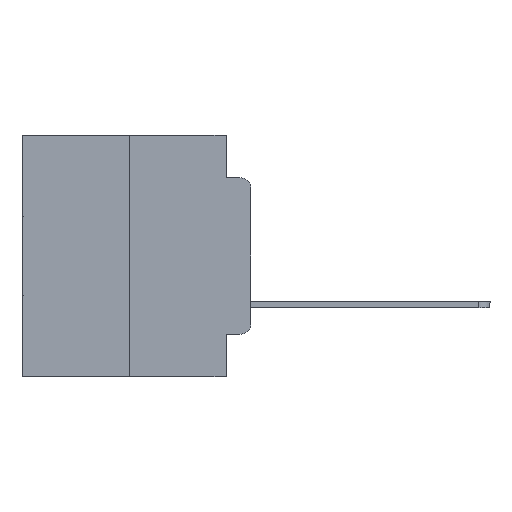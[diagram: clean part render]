
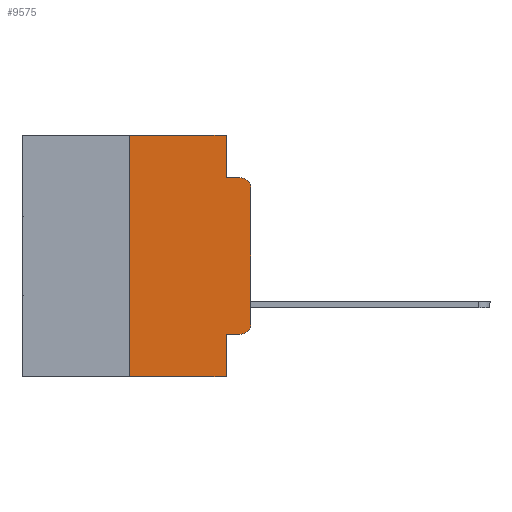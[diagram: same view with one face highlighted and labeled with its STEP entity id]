
A CAD part, left-side view. The second image highlights one B-rep face of the part: STEP entity #9575.
In plain terms, the highlighted planar face has unit normal (-1, 0, 0).
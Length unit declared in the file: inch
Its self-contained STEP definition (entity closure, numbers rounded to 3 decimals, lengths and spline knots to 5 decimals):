
#391 = VERTEX_POINT ( 'NONE', #21320 ) ;
#919 = EDGE_CURVE ( 'NONE', #391, #19418, #23703, .T. ) ;
#1165 = CARTESIAN_POINT ( 'NONE',  ( 0., 0.02, -0.4115 ) ) ;
#1306 = ORIENTED_EDGE ( 'NONE', *, *, #919, .F. ) ;
#1319 = CARTESIAN_POINT ( 'NONE',  ( 0., 0.02, -0.3915 ) ) ;
#2123 = DIRECTION ( 'NONE',  ( 0., 0., 1. ) ) ;
#2590 = CARTESIAN_POINT ( 'NONE',  ( 0., 0., -0.1085 ) ) ;
#2849 = DIRECTION ( 'NONE',  ( 0., 0., 1. ) ) ;
#2871 = EDGE_LOOP ( 'NONE', ( #24609, #16428, #25631, #10551, #20795, #1306, #17039, #22915, #19798, #26360 ) ) ;
#3199 = AXIS2_PLACEMENT_3D ( 'NONE', #23451, #29864, #25900 ) ;
#3899 = VERTEX_POINT ( 'NONE', #13322 ) ;
#4137 = CIRCLE ( 'NONE', #21180, 0.02 ) ;
#4339 = VERTEX_POINT ( 'NONE', #24556 ) ;
#4841 = CARTESIAN_POINT ( 'NONE',  ( 0., 0.473, -0.5 ) ) ;
#6177 = DIRECTION ( 'NONE',  ( 0., -1., 0. ) ) ;
#6475 = VERTEX_POINT ( 'NONE', #13297 ) ;
#7095 = VECTOR ( 'NONE', #2123, 39.37008 ) ;
#7102 = DIRECTION ( 'NONE',  ( 0., 0., -1. ) ) ;
#7697 = CIRCLE ( 'NONE', #16951, 0.02 ) ;
#8314 = DIRECTION ( 'NONE',  ( 0., 0., -1. ) ) ;
#8749 = CARTESIAN_POINT ( 'NONE',  ( 0., 0.473, 0. ) ) ;
#9169 = VECTOR ( 'NONE', #2849, 39.37008 ) ;
#9575 = ADVANCED_FACE ( 'NONE', ( #14169 ), #25448, .F. ) ;
#10140 = DIRECTION ( 'NONE',  ( 0., 0., -1. ) ) ;
#10152 = VECTOR ( 'NONE', #6177, 39.37008 ) ;
#10551 = ORIENTED_EDGE ( 'NONE', *, *, #23034, .F. ) ;
#10740 = LINE ( 'NONE', #8749, #10152 ) ;
#10799 = EDGE_CURVE ( 'NONE', #11987, #3899, #4137, .T. ) ;
#11108 = VERTEX_POINT ( 'NONE', #26729 ) ;
#11154 = LINE ( 'NONE', #16184, #15627 ) ;
#11622 = EDGE_CURVE ( 'NONE', #391, #27105, #26898, .T. ) ;
#11694 = DIRECTION ( 'NONE',  ( 0., -1., 0. ) ) ;
#11987 = VERTEX_POINT ( 'NONE', #1165 ) ;
#13027 = EDGE_CURVE ( 'NONE', #24190, #6475, #20300, .T. ) ;
#13297 = CARTESIAN_POINT ( 'NONE',  ( 0., 0.02, -0.0885 ) ) ;
#13322 = CARTESIAN_POINT ( 'NONE',  ( 0., 0., -0.3915 ) ) ;
#14112 = DIRECTION ( 'NONE',  ( -1., 0., 0. ) ) ;
#14169 = FACE_OUTER_BOUND ( 'NONE', #2871, .T. ) ;
#14838 = EDGE_CURVE ( 'NONE', #19418, #11108, #10740, .T. ) ;
#15627 = VECTOR ( 'NONE', #20458, 39.37008 ) ;
#15936 = VECTOR ( 'NONE', #16015, 39.37008 ) ;
#16015 = DIRECTION ( 'NONE',  ( 0., -1., 0. ) ) ;
#16184 = CARTESIAN_POINT ( 'NONE',  ( 0., 0.051, -0.4115 ) ) ;
#16428 = ORIENTED_EDGE ( 'NONE', *, *, #29254, .T. ) ;
#16951 = AXIS2_PLACEMENT_3D ( 'NONE', #25837, #14112, #7102 ) ;
#17039 = ORIENTED_EDGE ( 'NONE', *, *, #11622, .T. ) ;
#18310 = CARTESIAN_POINT ( 'NONE',  ( 0., 0.051, -0.0885 ) ) ;
#19358 = EDGE_CURVE ( 'NONE', #4339, #11987, #11154, .T. ) ;
#19418 = VERTEX_POINT ( 'NONE', #21216 ) ;
#19622 = CARTESIAN_POINT ( 'NONE',  ( 0., 0.051, -0.0885 ) ) ;
#19798 = ORIENTED_EDGE ( 'NONE', *, *, #19358, .T. ) ;
#20300 = LINE ( 'NONE', #18310, #15936 ) ;
#20458 = DIRECTION ( 'NONE',  ( 0., -1., 0. ) ) ;
#20795 = ORIENTED_EDGE ( 'NONE', *, *, #14838, .F. ) ;
#21011 = LINE ( 'NONE', #23585, #7095 ) ;
#21072 = VERTEX_POINT ( 'NONE', #2590 ) ;
#21180 = AXIS2_PLACEMENT_3D ( 'NONE', #1319, #29197, #8314 ) ;
#21216 = CARTESIAN_POINT ( 'NONE',  ( 0., 0.25, 0. ) ) ;
#21320 = CARTESIAN_POINT ( 'NONE',  ( 0., 0.25, -0.5 ) ) ;
#22055 = VECTOR ( 'NONE', #24898, 39.37008 ) ;
#22322 = CARTESIAN_POINT ( 'NONE',  ( 0., 0.051, 0. ) ) ;
#22704 = VECTOR ( 'NONE', #10140, 39.37008 ) ;
#22915 = ORIENTED_EDGE ( 'NONE', *, *, #28083, .F. ) ;
#23034 = EDGE_CURVE ( 'NONE', #11108, #24190, #29318, .T. ) ;
#23174 = VECTOR ( 'NONE', #11694, 39.37008 ) ;
#23451 = CARTESIAN_POINT ( 'NONE',  ( 0., 0.473, 0. ) ) ;
#23453 = CARTESIAN_POINT ( 'NONE',  ( 0., 0.051, -0.5 ) ) ;
#23585 = CARTESIAN_POINT ( 'NONE',  ( 0., 0., 0. ) ) ;
#23703 = LINE ( 'NONE', #23846, #9169 ) ;
#23846 = CARTESIAN_POINT ( 'NONE',  ( 0., 0.25, 0. ) ) ;
#24150 = CARTESIAN_POINT ( 'NONE',  ( 0., 0.051, 0. ) ) ;
#24190 = VERTEX_POINT ( 'NONE', #19622 ) ;
#24556 = CARTESIAN_POINT ( 'NONE',  ( 0., 0.051, -0.4115 ) ) ;
#24609 = ORIENTED_EDGE ( 'NONE', *, *, #25230, .T. ) ;
#24898 = DIRECTION ( 'NONE',  ( 0., 0., -1. ) ) ;
#25230 = EDGE_CURVE ( 'NONE', #3899, #21072, #21011, .T. ) ;
#25448 = PLANE ( 'NONE',  #3199 ) ;
#25631 = ORIENTED_EDGE ( 'NONE', *, *, #13027, .F. ) ;
#25837 = CARTESIAN_POINT ( 'NONE',  ( 0., 0.02, -0.1085 ) ) ;
#25900 = DIRECTION ( 'NONE',  ( 0., 0., -1. ) ) ;
#26360 = ORIENTED_EDGE ( 'NONE', *, *, #10799, .T. ) ;
#26729 = CARTESIAN_POINT ( 'NONE',  ( 0., 0.051, 0. ) ) ;
#26898 = LINE ( 'NONE', #4841, #23174 ) ;
#27105 = VERTEX_POINT ( 'NONE', #23453 ) ;
#28083 = EDGE_CURVE ( 'NONE', #4339, #27105, #28584, .T. ) ;
#28584 = LINE ( 'NONE', #24150, #22704 ) ;
#29197 = DIRECTION ( 'NONE',  ( -1., 0., 0. ) ) ;
#29254 = EDGE_CURVE ( 'NONE', #21072, #6475, #7697, .T. ) ;
#29318 = LINE ( 'NONE', #22322, #22055 ) ;
#29864 = DIRECTION ( 'NONE',  ( 1., 0., 0. ) ) ;
